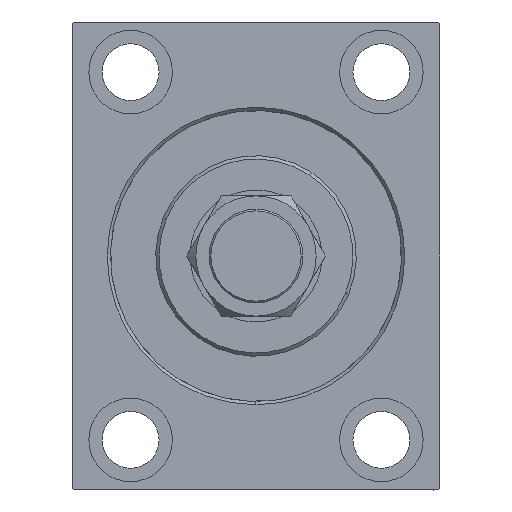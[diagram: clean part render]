
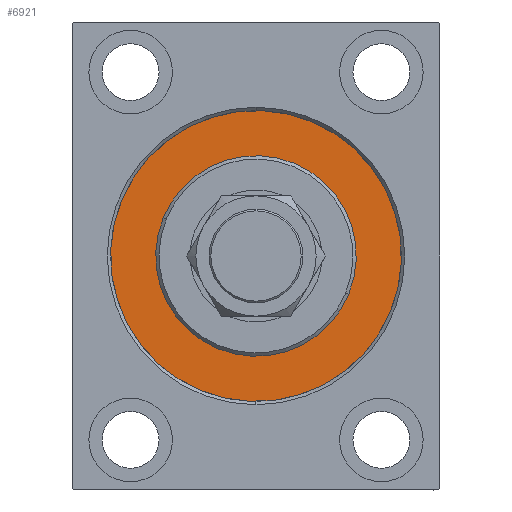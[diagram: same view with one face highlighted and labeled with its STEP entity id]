
A CAD part, left-side view. The second image highlights one B-rep face of the part: STEP entity #6921.
In plain terms, the highlighted face is planar.
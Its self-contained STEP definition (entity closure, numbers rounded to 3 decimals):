
#1653 = AXIS2_PLACEMENT_3D ( 'NONE', #21513, #39233, #4256 ) ;
#2129 = CARTESIAN_POINT ( 'NONE',  ( 0., 0., 30. ) ) ;
#4256 = DIRECTION ( 'NONE',  ( 0., 0., -1. ) ) ;
#4537 = VERTEX_POINT ( 'NONE', #21043 ) ;
#5642 = CARTESIAN_POINT ( 'NONE',  ( 0., 0., 0. ) ) ;
#5665 = AXIS2_PLACEMENT_3D ( 'NONE', #27930, #7003, #45220 ) ;
#6904 = ORIENTED_EDGE ( 'NONE', *, *, #31619, .F. ) ;
#6921 = ADVANCED_FACE ( 'NONE', ( #35286, #20791 ), #10241, .F. ) ;
#7003 = DIRECTION ( 'NONE',  ( -1., 0., 0. ) ) ;
#7882 = VERTEX_POINT ( 'NONE', #39457 ) ;
#8051 = CIRCLE ( 'NONE', #28606, 43.5 ) ;
#9121 = ORIENTED_EDGE ( 'NONE', *, *, #28371, .F. ) ;
#9515 = AXIS2_PLACEMENT_3D ( 'NONE', #5642, #40391, #23110 ) ;
#10241 = PLANE ( 'NONE',  #5665 ) ;
#10500 = CIRCLE ( 'NONE', #1653, 30. ) ;
#12493 = AXIS2_PLACEMENT_3D ( 'NONE', #28390, #42681, #18940 ) ;
#16629 = CARTESIAN_POINT ( 'NONE',  ( 0., 0., 0. ) ) ;
#16631 = ORIENTED_EDGE ( 'NONE', *, *, #43228, .F. ) ;
#18940 = DIRECTION ( 'NONE',  ( 0., 0., 1. ) ) ;
#19102 = VERTEX_POINT ( 'NONE', #2129 ) ;
#20791 = FACE_OUTER_BOUND ( 'NONE', #33434, .T. ) ;
#21043 = CARTESIAN_POINT ( 'NONE',  ( 0., 0., 43.5 ) ) ;
#21513 = CARTESIAN_POINT ( 'NONE',  ( 0., 0., 0. ) ) ;
#23110 = DIRECTION ( 'NONE',  ( 0., 0., -1. ) ) ;
#24877 = CARTESIAN_POINT ( 'NONE',  ( 0., 0., -30. ) ) ;
#27089 = ORIENTED_EDGE ( 'NONE', *, *, #37875, .F. ) ;
#27413 = DIRECTION ( 'NONE',  ( -1., 0., 0. ) ) ;
#27640 = DIRECTION ( 'NONE',  ( 0., 0., 1. ) ) ;
#27930 = CARTESIAN_POINT ( 'NONE',  ( 0., 0., 0. ) ) ;
#28371 = EDGE_CURVE ( 'NONE', #4537, #7882, #8051, .T. ) ;
#28390 = CARTESIAN_POINT ( 'NONE',  ( 0., 0., 0. ) ) ;
#28606 = AXIS2_PLACEMENT_3D ( 'NONE', #16629, #27413, #27640 ) ;
#31619 = EDGE_CURVE ( 'NONE', #19102, #32818, #38154, .T. ) ;
#32818 = VERTEX_POINT ( 'NONE', #24877 ) ;
#33434 = EDGE_LOOP ( 'NONE', ( #16631, #9121 ) ) ;
#33794 = CIRCLE ( 'NONE', #12493, 43.5 ) ;
#35286 = FACE_BOUND ( 'NONE', #36887, .T. ) ;
#36887 = EDGE_LOOP ( 'NONE', ( #6904, #27089 ) ) ;
#37875 = EDGE_CURVE ( 'NONE', #32818, #19102, #10500, .T. ) ;
#38154 = CIRCLE ( 'NONE', #9515, 30. ) ;
#39233 = DIRECTION ( 'NONE',  ( 1., 0., 0. ) ) ;
#39457 = CARTESIAN_POINT ( 'NONE',  ( 0., 0., -43.5 ) ) ;
#40391 = DIRECTION ( 'NONE',  ( 1., 0., 0. ) ) ;
#42681 = DIRECTION ( 'NONE',  ( -1., 0., 0. ) ) ;
#43228 = EDGE_CURVE ( 'NONE', #7882, #4537, #33794, .T. ) ;
#45220 = DIRECTION ( 'NONE',  ( 0., 0., 1. ) ) ;
